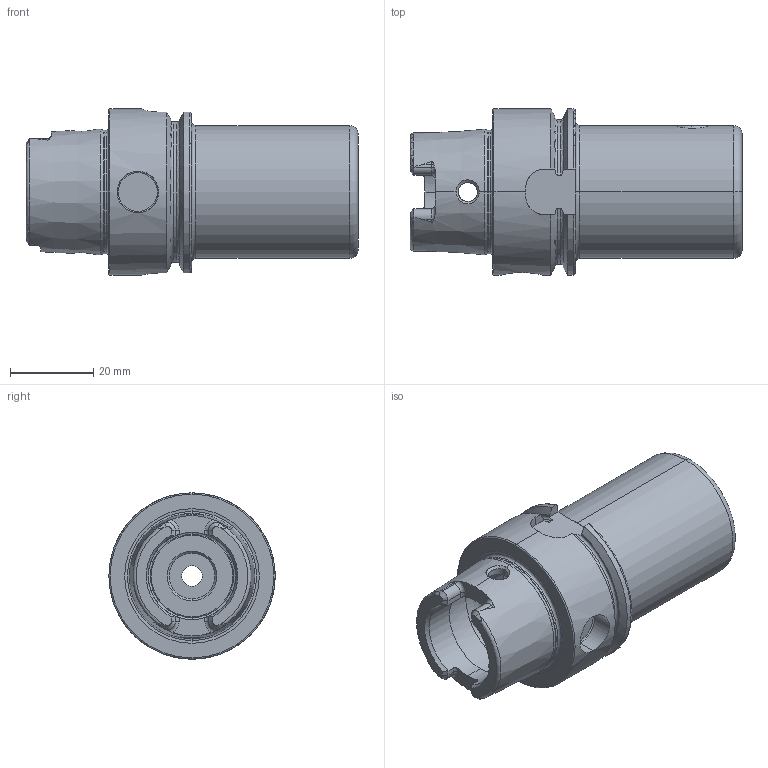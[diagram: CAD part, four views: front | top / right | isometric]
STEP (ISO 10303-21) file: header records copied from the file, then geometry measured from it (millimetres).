
FILE_DESCRIPTION (( 'STEP AP203' ), '1' );
FILE_NAME ('HA4.V12.N11.060.STEP', '2024-08-27T07:58:20', ( '' ), ( '' ), 'SwSTEP 2.0', 'SolidWorks 2022', '' );
FILE_SCHEMA (( 'CONFIG_CONTROL_DESIGN' ));
Length unit declared in the file: millimetre
Products named in the file (4): HA4.V12.N11.060; HA4-V12.N11.060_A_erodiert; W10-ER1.001.012; Einsatz-HA4-V10-V12_Fertigbearbeitung
Assembly tree (3 placements, depth 2):
  HA4.V12.N11.060
    HA4-V12.N11.060_A_erodiert
    W10-ER1.001.012
    Einsatz-HA4-V10-V12_Fertigbearbeitung
Bounding box: 79.9 x 40 x 40 mm (x, y, z)
Volume: 50415.2 mm3; surface area: 17749.4 mm2
Topology: 3 solids, 3 shells, 230 faces, 600 edges, 376 vertices
Faces by surface type: plane 81, cylinder 60, torus 43, cone 40, bspline 6
Entity records: 8769 total; most frequent: CARTESIAN_POINT 2861, ORIENTED_EDGE 1196, DIRECTION 1121, EDGE_CURVE 598, AXIS2_PLACEMENT_3D 440, VERTEX_POINT 376, EDGE_LOOP 242, VECTOR 241
